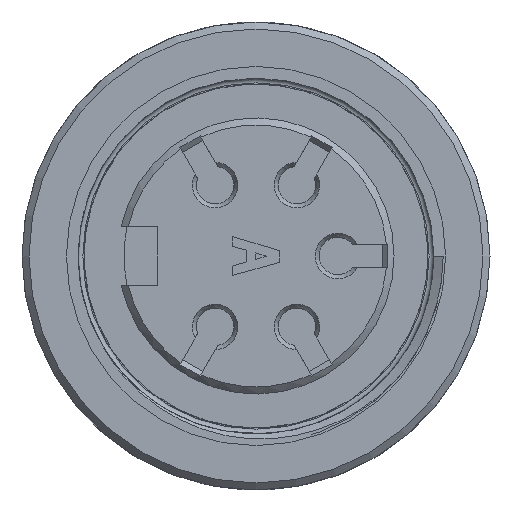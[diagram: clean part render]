
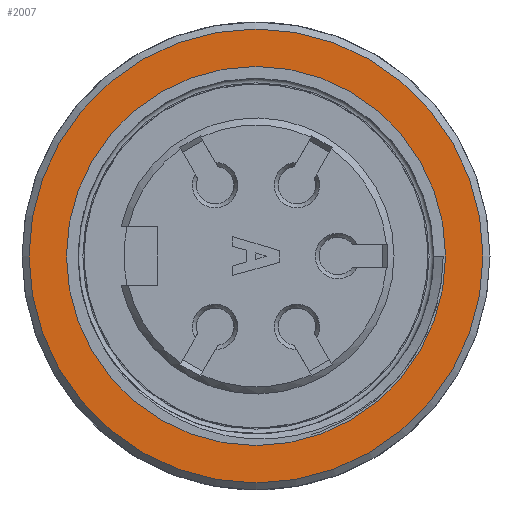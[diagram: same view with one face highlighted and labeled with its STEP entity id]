
A CAD part, front view. The second image highlights one B-rep face of the part: STEP entity #2007.
In plain terms, the highlighted planar face has unit normal (0, -1, 0).
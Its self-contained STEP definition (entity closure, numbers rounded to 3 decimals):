
#2007=ADVANCED_FACE('',(#2822,#2823),#2253,.F.);
#2253=PLANE('',#8945);
#2822=FACE_BOUND('',#3186,.T.);
#2823=FACE_BOUND('',#3187,.T.);
#3186=EDGE_LOOP('',(#5691));
#3187=EDGE_LOOP('',(#5692));
#5691=ORIENTED_EDGE('',*,*,#8218,.F.);
#5692=ORIENTED_EDGE('',*,*,#8219,.T.);
#7252=VERTEX_POINT('',#28232);
#7253=VERTEX_POINT('',#28235);
#8218=EDGE_CURVE('',#7252,#7252,#8614,.T.);
#8219=EDGE_CURVE('',#7253,#7253,#8615,.T.);
#8614=CIRCLE('',#8942,8.1);
#8615=CIRCLE('',#8944,9.7);
#8942=AXIS2_PLACEMENT_3D('',#28231,#10035,#10036);
#8944=AXIS2_PLACEMENT_3D('',#28234,#10039,#10040);
#8945=AXIS2_PLACEMENT_3D('',#28236,#10041,#10042);
#10035=DIRECTION('',(0.,-1.,0.));
#10036=DIRECTION('',(1.,0.,0.));
#10039=DIRECTION('',(0.,-1.,0.));
#10040=DIRECTION('',(1.,0.,0.));
#10041=DIRECTION('',(0.,1.,0.));
#10042=DIRECTION('',(-1.,0.,0.));
#28231=CARTESIAN_POINT('',(0.596,-24.756,0.));
#28232=CARTESIAN_POINT('',(8.696,-24.756,0.));
#28234=CARTESIAN_POINT('',(0.596,-24.756,0.));
#28235=CARTESIAN_POINT('',(10.296,-24.756,0.));
#28236=CARTESIAN_POINT('',(10.296,-24.756,0.));
